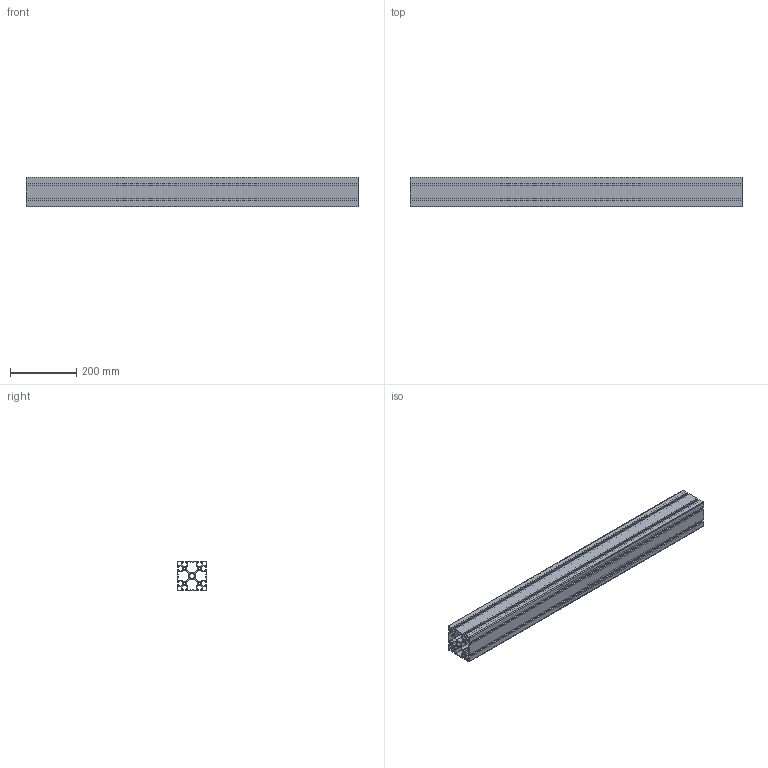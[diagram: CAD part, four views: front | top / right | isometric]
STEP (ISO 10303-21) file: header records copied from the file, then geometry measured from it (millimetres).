
FILE_DESCRIPTION(('STEP AP203'),'1');
FILE_NAME('BASE08N0045.stp','2023-10-23T09:13:04',(' '),(' '),'Spatial InterOp 3D',' ',' ');
FILE_SCHEMA(('CONFIG_CONTROL_DESIGN'));
Length unit declared in the file: millimetre
Products named in the file (1): Profilé 8 90x90 lourd
Bounding box: 1000 x 90 x 90 mm (x, y, z)
Volume: 2295738.9 mm3; surface area: 1432978.4 mm2
Topology: 1 solids, 1 shells, 183 faces, 548 edges, 367 vertices
Faces by surface type: plane 118, cylinder 65
Full cylindrical faces by diameter (mm): 6.78 x4, 14 x1
Entity records: 6276 total; most frequent: CARTESIAN_POINT 1084, ORIENTED_EDGE 1076, DIRECTION 1036, EDGE_CURVE 538, LINE 408, VECTOR 408, VERTEX_POINT 362, AXIS2_PLACEMENT_3D 314
